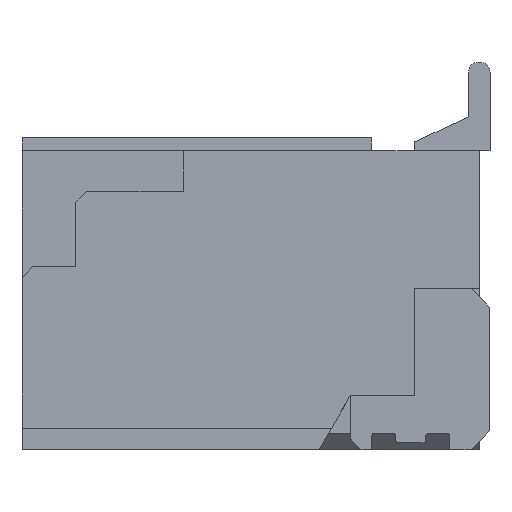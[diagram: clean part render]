
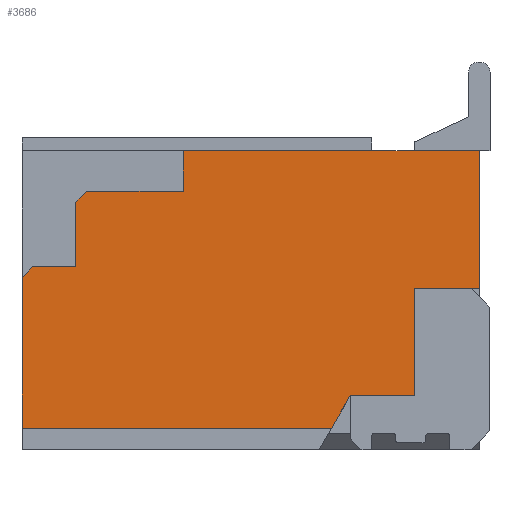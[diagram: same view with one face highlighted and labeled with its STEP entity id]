
A CAD part, left-side view. The second image highlights one B-rep face of the part: STEP entity #3686.
In plain terms, the highlighted planar face has unit normal (-1, 0, 0).
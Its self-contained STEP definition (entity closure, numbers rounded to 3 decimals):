
#152=FACE_OUTER_BOUND('',#357,.T.);
#357=EDGE_LOOP('',(#2739,#2740,#2741,#2742,#2743,#2744,#2745,#2746,#2747,
#2748,#2749,#2750,#2751,#2752));
#649=LINE('',#5438,#1147);
#650=LINE('',#5440,#1148);
#651=LINE('',#5442,#1149);
#652=LINE('',#5444,#1150);
#653=LINE('',#5446,#1151);
#654=LINE('',#5448,#1152);
#655=LINE('',#5450,#1153);
#656=LINE('',#5452,#1154);
#657=LINE('',#5454,#1155);
#658=LINE('',#5456,#1156);
#659=LINE('',#5458,#1157);
#660=LINE('',#5460,#1158);
#661=LINE('',#5462,#1159);
#662=LINE('',#5463,#1160);
#1147=VECTOR('',#4442,1000.);
#1148=VECTOR('',#4443,1000.);
#1149=VECTOR('',#4444,1000.);
#1150=VECTOR('',#4445,1000.);
#1151=VECTOR('',#4446,1000.);
#1152=VECTOR('',#4447,1000.);
#1153=VECTOR('',#4448,1000.);
#1154=VECTOR('',#4449,1000.);
#1155=VECTOR('',#4450,1000.);
#1156=VECTOR('',#4451,1000.);
#1157=VECTOR('',#4452,1000.);
#1158=VECTOR('',#4453,1000.);
#1159=VECTOR('',#4454,1000.);
#1160=VECTOR('',#4455,1000.);
#1615=VERTEX_POINT('',#5436);
#1616=VERTEX_POINT('',#5437);
#1617=VERTEX_POINT('',#5439);
#1618=VERTEX_POINT('',#5441);
#1619=VERTEX_POINT('',#5443);
#1620=VERTEX_POINT('',#5445);
#1621=VERTEX_POINT('',#5447);
#1622=VERTEX_POINT('',#5449);
#1623=VERTEX_POINT('',#5451);
#1624=VERTEX_POINT('',#5453);
#1625=VERTEX_POINT('',#5455);
#1626=VERTEX_POINT('',#5457);
#1627=VERTEX_POINT('',#5459);
#1628=VERTEX_POINT('',#5461);
#2023=EDGE_CURVE('',#1615,#1616,#649,.T.);
#2024=EDGE_CURVE('',#1615,#1617,#650,.T.);
#2025=EDGE_CURVE('',#1618,#1617,#651,.T.);
#2026=EDGE_CURVE('',#1619,#1618,#652,.T.);
#2027=EDGE_CURVE('',#1620,#1619,#653,.T.);
#2028=EDGE_CURVE('',#1621,#1620,#654,.T.);
#2029=EDGE_CURVE('',#1622,#1621,#655,.T.);
#2030=EDGE_CURVE('',#1623,#1622,#656,.T.);
#2031=EDGE_CURVE('',#1623,#1624,#657,.T.);
#2032=EDGE_CURVE('',#1624,#1625,#658,.T.);
#2033=EDGE_CURVE('',#1625,#1626,#659,.T.);
#2034=EDGE_CURVE('',#1626,#1627,#660,.T.);
#2035=EDGE_CURVE('',#1627,#1628,#661,.T.);
#2036=EDGE_CURVE('',#1628,#1616,#662,.T.);
#2739=ORIENTED_EDGE('',*,*,#2023,.F.);
#2740=ORIENTED_EDGE('',*,*,#2024,.T.);
#2741=ORIENTED_EDGE('',*,*,#2025,.F.);
#2742=ORIENTED_EDGE('',*,*,#2026,.F.);
#2743=ORIENTED_EDGE('',*,*,#2027,.F.);
#2744=ORIENTED_EDGE('',*,*,#2028,.F.);
#2745=ORIENTED_EDGE('',*,*,#2029,.F.);
#2746=ORIENTED_EDGE('',*,*,#2030,.F.);
#2747=ORIENTED_EDGE('',*,*,#2031,.T.);
#2748=ORIENTED_EDGE('',*,*,#2032,.T.);
#2749=ORIENTED_EDGE('',*,*,#2033,.T.);
#2750=ORIENTED_EDGE('',*,*,#2034,.T.);
#2751=ORIENTED_EDGE('',*,*,#2035,.T.);
#2752=ORIENTED_EDGE('',*,*,#2036,.T.);
#3481=PLANE('',#3945);
#3686=ADVANCED_FACE('',(#152),#3481,.T.);
#3945=AXIS2_PLACEMENT_3D('',#5435,#4440,#4441);
#4440=DIRECTION('center_axis',(-1.,0.,0.));
#4441=DIRECTION('ref_axis',(0.,0.,1.));
#4442=DIRECTION('',(0.,0.,1.));
#4443=DIRECTION('',(0.,-1.,0.));
#4444=DIRECTION('',(0.,0.5,-0.866));
#4445=DIRECTION('',(0.,1.,0.));
#4446=DIRECTION('',(0.,0.,-1.));
#4447=DIRECTION('',(0.,1.,0.));
#4448=DIRECTION('',(0.,0.,-1.));
#4449=DIRECTION('',(0.,-1.,0.));
#4450=DIRECTION('',(0.,0.,-1.));
#4451=DIRECTION('',(0.,1.,0.));
#4452=DIRECTION('',(0.,0.707,-0.707));
#4453=DIRECTION('',(0.,0.,-1.));
#4454=DIRECTION('',(0.,1.,0.));
#4455=DIRECTION('',(0.,0.707,-0.707));
#5435=CARTESIAN_POINT('Origin',(-1.5,0.,0.));
#5436=CARTESIAN_POINT('',(-1.5,4.35,-1.25));
#5437=CARTESIAN_POINT('',(-1.5,4.35,0.15));
#5438=CARTESIAN_POINT('',(-1.5,4.35,1.45));
#5439=CARTESIAN_POINT('',(-1.5,1.473,-1.25));
#5440=CARTESIAN_POINT('',(-1.5,0.,-1.25));
#5441=CARTESIAN_POINT('',(-1.5,1.3,-0.95));
#5442=CARTESIAN_POINT('',(-1.5,0.564,0.325));
#5443=CARTESIAN_POINT('',(-1.5,0.7,-0.95));
#5444=CARTESIAN_POINT('',(-1.5,0.,-0.95));
#5445=CARTESIAN_POINT('',(-1.5,0.7,0.05));
#5446=CARTESIAN_POINT('',(-1.5,0.7,0.));
#5447=CARTESIAN_POINT('',(-1.5,0.1,0.05));
#5448=CARTESIAN_POINT('',(-1.5,0.,0.05));
#5449=CARTESIAN_POINT('',(-1.5,0.1,1.33));
#5450=CARTESIAN_POINT('',(-1.5,0.1,1.33));
#5451=CARTESIAN_POINT('',(-1.5,2.85,1.33));
#5452=CARTESIAN_POINT('',(-1.5,1.1,1.33));
#5453=CARTESIAN_POINT('',(-1.5,2.85,0.95));
#5454=CARTESIAN_POINT('',(-1.5,2.85,0.));
#5455=CARTESIAN_POINT('',(-1.5,3.75,0.95));
#5456=CARTESIAN_POINT('',(-1.5,0.,0.95));
#5457=CARTESIAN_POINT('',(-1.5,3.85,0.85));
#5458=CARTESIAN_POINT('',(-1.5,2.35,2.35));
#5459=CARTESIAN_POINT('',(-1.5,3.85,0.25));
#5460=CARTESIAN_POINT('',(-1.5,3.85,0.));
#5461=CARTESIAN_POINT('',(-1.5,4.25,0.25));
#5462=CARTESIAN_POINT('',(-1.5,0.,0.25));
#5463=CARTESIAN_POINT('',(-1.5,2.25,2.25));
